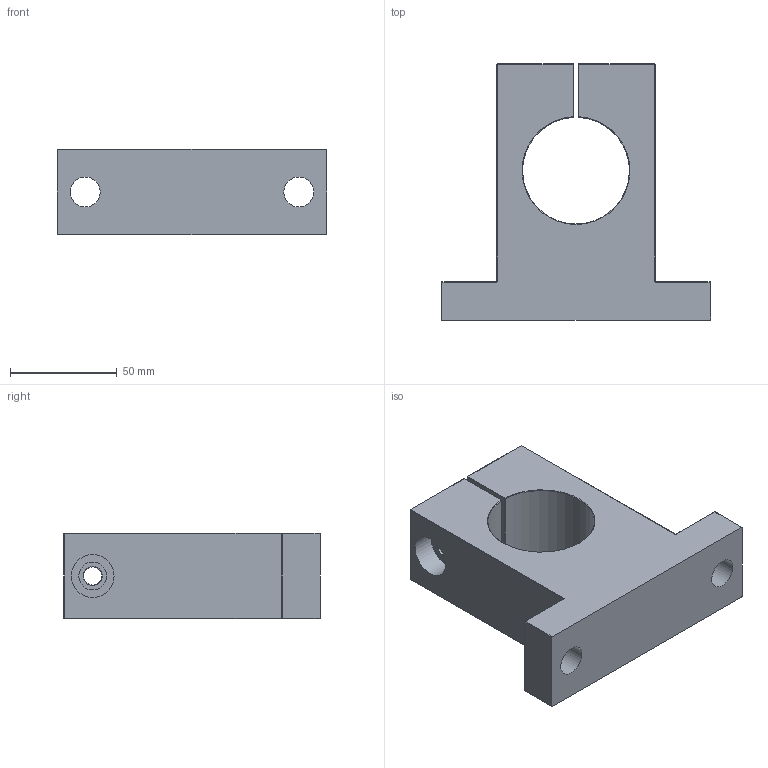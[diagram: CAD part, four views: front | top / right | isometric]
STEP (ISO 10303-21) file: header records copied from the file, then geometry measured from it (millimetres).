
FILE_DESCRIPTION (( 'STEP AP214' ), '1' );
FILE_NAME ('SK50-A-Rollco.step', '2024-02-16T11:45:43', ( '' ), ( '' ), 'SwSTEP 2.0', 'SolidWorks 2010', '' );
FILE_SCHEMA (( 'AUTOMOTIVE_DESIGN' ));
Length unit declared in the file: millimetre
Products named in the file (1): SK50-A-Rollco
Bounding box: 126 x 120 x 40 mm (x, y, z)
Volume: 297788.7 mm3; surface area: 46470.1 mm2
Topology: 1 solids, 1 shells, 76 faces, 190 edges, 105 vertices
Faces by surface type: cylinder 36, bspline 24, plane 14, cone 2
Full cylindrical faces by diameter (mm): 8.5 x1, 13 x1, 14 x2, 20 x1
Entity records: 2582 total; most frequent: CARTESIAN_POINT 980, ORIENTED_EDGE 332, DIRECTION 306, EDGE_CURVE 166, AXIS2_PLACEMENT_3D 119, VERTEX_POINT 102, EDGE_LOOP 94, FACE_OUTER_BOUND 85
